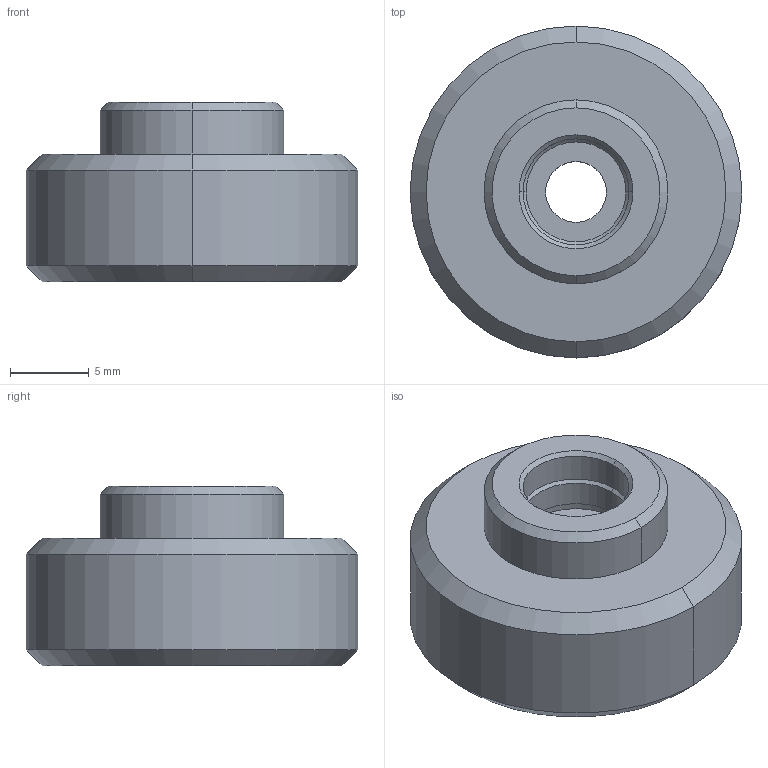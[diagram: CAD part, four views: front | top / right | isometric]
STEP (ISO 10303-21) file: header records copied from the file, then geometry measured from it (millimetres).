
FILE_DESCRIPTION (( 'STEP AP214' ), '1' );
FILE_NAME ('23766-E0W.STEP', '2013-03-29T20:31:36', ( '' ), ( '' ), 'SwSTEP 2.0', 'SolidWorks 2012', '' );
FILE_SCHEMA (( 'AUTOMOTIVE_DESIGN' ));
Length unit declared in the file: inch
Products named in the file (1): 23766-E0W
Bounding box: 21.08 x 21.08 x 11.43 mm (x, y, z)
Volume: 2860 mm3; surface area: 1433.1 mm2
Topology: 1 solids, 1 shells, 194 faces, 498 edges, 328 vertices
Faces by surface type: plane 107, bspline 59, cylinder 16, cone 12
Entity records: 8726 total; most frequent: CARTESIAN_POINT 1804, ORIENTED_EDGE 996, DIRECTION 696, EDGE_CURVE 498, VECTOR 336, LINE 336, VERTEX_POINT 328, EDGE_LOOP 218
